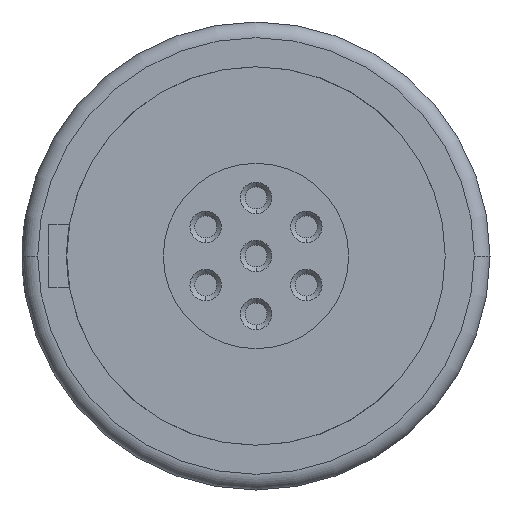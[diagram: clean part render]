
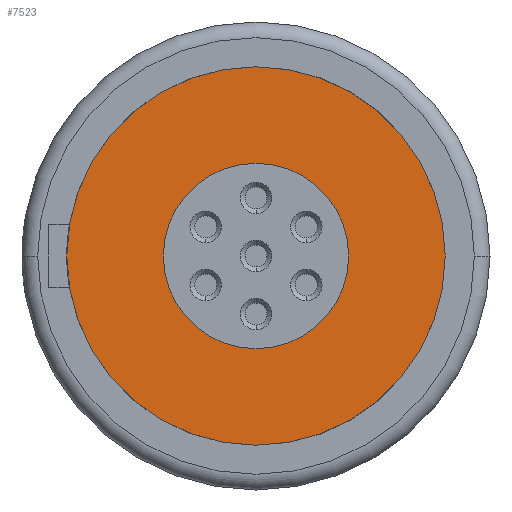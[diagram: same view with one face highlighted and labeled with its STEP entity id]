
A CAD part, left-side view. The second image highlights one B-rep face of the part: STEP entity #7523.
In plain terms, the highlighted planar face has unit normal (-1, 0, 0).
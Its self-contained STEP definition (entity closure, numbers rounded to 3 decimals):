
#3137=CARTESIAN_POINT('',(-1.,0.,0.));
#3138=DIRECTION('',(-1.,0.,0.));
#3139=DIRECTION('',(0.,1.,0.));
#3140=AXIS2_PLACEMENT_3D('',#3137,#3138,#3139);
#3142=CARTESIAN_POINT('',(-1.,0.,0.));
#3143=DIRECTION('',(1.,0.,0.));
#3144=DIRECTION('',(0.,1.,0.));
#3145=AXIS2_PLACEMENT_3D('',#3142,#3143,#3144);
#3147=CARTESIAN_POINT('',(-1.,0.,0.));
#3148=DIRECTION('',(-1.,0.,0.));
#3149=DIRECTION('',(0.,0.,1.));
#3150=AXIS2_PLACEMENT_3D('',#3147,#3148,#3149);
#3152=CARTESIAN_POINT('',(-1.,0.,0.));
#3153=DIRECTION('',(-1.,0.,0.));
#3154=DIRECTION('',(0.,0.,-1.));
#3155=AXIS2_PLACEMENT_3D('',#3152,#3153,#3154);
#3505=CARTESIAN_POINT('',(-1.,0.,-2.95));
#3506=VERTEX_POINT('',#3505);
#3507=CARTESIAN_POINT('',(-1.,0.,2.95));
#3508=VERTEX_POINT('',#3507);
#3847=CARTESIAN_POINT('',(-1.,-6.025,0.));
#3849=VERTEX_POINT('',#3847);
#3854=CARTESIAN_POINT('',(-1.,6.025,0.));
#3855=VERTEX_POINT('',#3854);
#7508=CARTESIAN_POINT('',(-1.,0.,0.));
#7509=DIRECTION('',(1.,0.,0.));
#7510=DIRECTION('',(0.,-1.,0.));
#7511=AXIS2_PLACEMENT_3D('',#7508,#7509,#7510);
#7512=PLANE('',#7511);
#7513=ORIENTED_EDGE('',*,*,#7499,.F.);
#7514=ORIENTED_EDGE('',*,*,#7485,.T.);
#7515=EDGE_LOOP('',(#7513,#7514));
#7516=FACE_OUTER_BOUND('',#7515,.F.);
#7518=ORIENTED_EDGE('',*,*,#7517,.T.);
#7520=ORIENTED_EDGE('',*,*,#7519,.T.);
#7521=EDGE_LOOP('',(#7518,#7520));
#7522=FACE_BOUND('',#7521,.F.);
#7523=ADVANCED_FACE('',(#7516,#7522),#7512,.F.);
#3141=CIRCLE('',#3140,6.025);
#3146=CIRCLE('',#3145,6.025);
#3151=CIRCLE('',#3150,2.95);
#3156=CIRCLE('',#3155,2.95);
#7485=EDGE_CURVE('',#3855,#3849,#3146,.T.);
#7499=EDGE_CURVE('',#3855,#3849,#3141,.T.);
#7517=EDGE_CURVE('',#3508,#3506,#3151,.T.);
#7519=EDGE_CURVE('',#3506,#3508,#3156,.T.);
